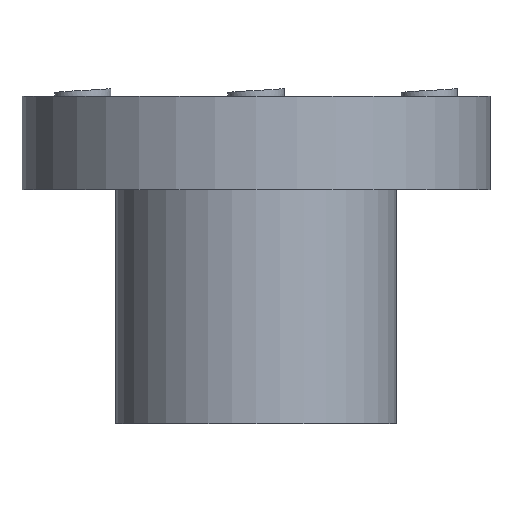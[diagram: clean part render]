
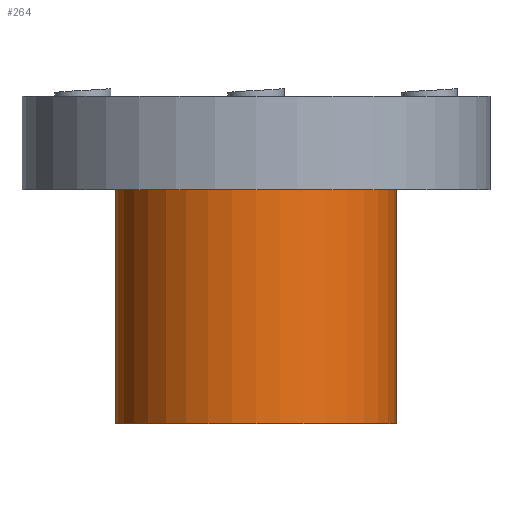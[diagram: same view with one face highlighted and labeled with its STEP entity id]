
A CAD part, front view. The second image highlights one B-rep face of the part: STEP entity #264.
In plain terms, the highlighted cylindrical face has radius 15 mm (diameter 30 mm), a partial arc.
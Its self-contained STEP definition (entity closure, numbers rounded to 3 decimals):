
#45 = CARTESIAN_POINT ( 'NONE',  ( 15., 0., -25. ) ) ;
#264 = ADVANCED_FACE ( 'NONE', ( #1277 ), #6321, .T. ) ;
#279 = DIRECTION ( 'NONE',  ( 0., 0., 1. ) ) ;
#300 = CARTESIAN_POINT ( 'NONE',  ( 15., 0., 0. ) ) ;
#1242 = DIRECTION ( 'NONE',  ( 1., 0., 0. ) ) ;
#1277 = FACE_OUTER_BOUND ( 'NONE', #3711, .T. ) ;
#1315 = CARTESIAN_POINT ( 'NONE',  ( 0., 0., 0. ) ) ;
#1367 = VECTOR ( 'NONE', #3023, 1000. ) ;
#1396 = CIRCLE ( 'NONE', #4169, 15. ) ;
#1577 = ORIENTED_EDGE ( 'NONE', *, *, #9399, .F. ) ;
#1691 = CARTESIAN_POINT ( 'NONE',  ( 15., 0., -25. ) ) ;
#1835 = CARTESIAN_POINT ( 'NONE',  ( 0., 0., -25. ) ) ;
#1981 = CIRCLE ( 'NONE', #8753, 15. ) ;
#1983 = EDGE_CURVE ( 'NONE', #6649, #7975, #1396, .T. ) ;
#2017 = CARTESIAN_POINT ( 'NONE',  ( -15., 0., 0. ) ) ;
#2122 = CARTESIAN_POINT ( 'NONE',  ( -15., 0., -25. ) ) ;
#2924 = DIRECTION ( 'NONE',  ( 0., 0., 1. ) ) ;
#2984 = VERTEX_POINT ( 'NONE', #5660 ) ;
#3023 = DIRECTION ( 'NONE',  ( 0., 0., 1. ) ) ;
#3275 = VECTOR ( 'NONE', #2924, 1000. ) ;
#3399 = LINE ( 'NONE', #45, #1367 ) ;
#3466 = DIRECTION ( 'NONE',  ( 0., 0., 1. ) ) ;
#3711 = EDGE_LOOP ( 'NONE', ( #1577, #6581, #6443, #8931 ) ) ;
#4169 = AXIS2_PLACEMENT_3D ( 'NONE', #1315, #6612, #1242 ) ;
#4689 = EDGE_CURVE ( 'NONE', #2984, #6964, #1981, .T. ) ;
#4940 = AXIS2_PLACEMENT_3D ( 'NONE', #7194, #3466, #5737 ) ;
#5660 = CARTESIAN_POINT ( 'NONE',  ( -15., 0., -25. ) ) ;
#5737 = DIRECTION ( 'NONE',  ( 1., 0., 0. ) ) ;
#6321 = CYLINDRICAL_SURFACE ( 'NONE', #4940, 15. ) ;
#6400 = DIRECTION ( 'NONE',  ( 1., 0., 0. ) ) ;
#6443 = ORIENTED_EDGE ( 'NONE', *, *, #7564, .T. ) ;
#6581 = ORIENTED_EDGE ( 'NONE', *, *, #4689, .T. ) ;
#6612 = DIRECTION ( 'NONE',  ( 0., 0., 1. ) ) ;
#6649 = VERTEX_POINT ( 'NONE', #2017 ) ;
#6964 = VERTEX_POINT ( 'NONE', #1691 ) ;
#7194 = CARTESIAN_POINT ( 'NONE',  ( 0., 0., -25. ) ) ;
#7564 = EDGE_CURVE ( 'NONE', #6964, #7975, #3399, .T. ) ;
#7975 = VERTEX_POINT ( 'NONE', #300 ) ;
#8753 = AXIS2_PLACEMENT_3D ( 'NONE', #1835, #279, #6400 ) ;
#8931 = ORIENTED_EDGE ( 'NONE', *, *, #1983, .F. ) ;
#9334 = LINE ( 'NONE', #2122, #3275 ) ;
#9399 = EDGE_CURVE ( 'NONE', #2984, #6649, #9334, .T. ) ;
